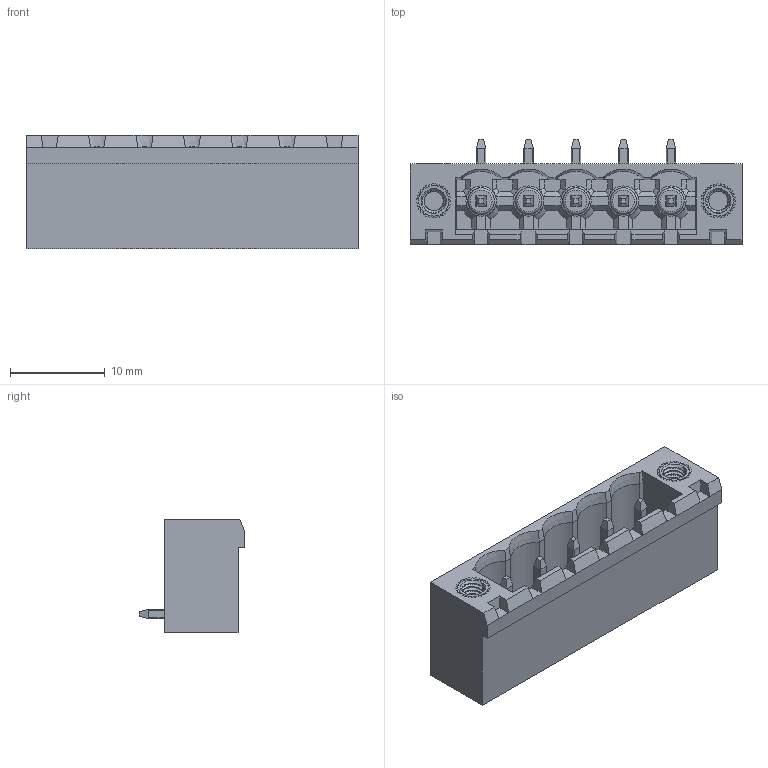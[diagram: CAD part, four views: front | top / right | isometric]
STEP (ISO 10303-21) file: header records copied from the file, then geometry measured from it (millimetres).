
FILE_DESCRIPTION(/* description */ ('Unknown'),/* implementation_level */ '2;1');
FILE_NAME(/* name */ '691701740005B',/* time_stamp */ '2024-01-12T11:14:27+01:00',/* author */ ('Unknown'),/* organization */ ('Unknown'),/* preprocessor_version */ 'ST-DEVELOPER v18.102',/* originating_system */ 'Solid Edge',/* authorisation */ 'Unknown');
FILE_SCHEMA (('AUTOMOTIVE_DESIGN {1 0 10303 214 3 1 1}'));
Length unit declared in the file: millimetre
Products named in the file (4): 6917017400xxB; 691701730005B; 6917015300xxB_Pin; 6917015200xxB_Insert
Assembly tree (8 placements, depth 2):
  6917017400xxB
    691701730005B
    6917015300xxB_Pin  x5
    6917015200xxB_Insert  x2
Bounding box: 35 x 11.1 x 12.01 mm (x, y, z)
Volume: 1710.8 mm3; surface area: 3470.1 mm2
Topology: 8 solids, 8 shells, 944 faces, 2571 edges, 1664 vertices
Faces by surface type: plane 654, cylinder 205, cone 44, torus 30, bspline 6, sphere 5
Full cylindrical faces by diameter (mm): 3.18 x2, 3.2 x2
Entity records: 21270 total; most frequent: CARTESIAN_POINT 5765, ORIENTED_EDGE 3254, DIRECTION 3048, EDGE_CURVE 1627, LINE 1226, VECTOR 1226, VERTEX_POINT 1060, AXIS2_PLACEMENT_3D 911
